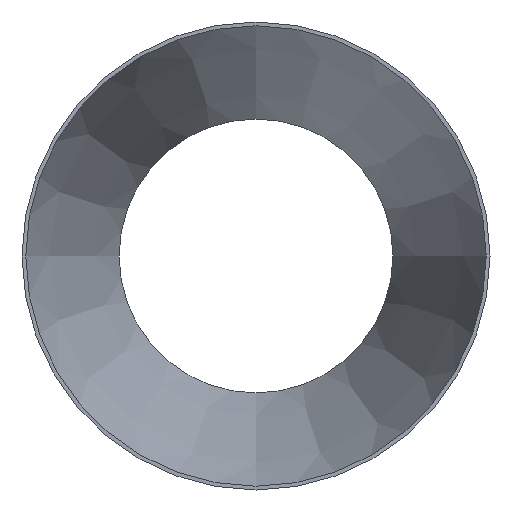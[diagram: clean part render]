
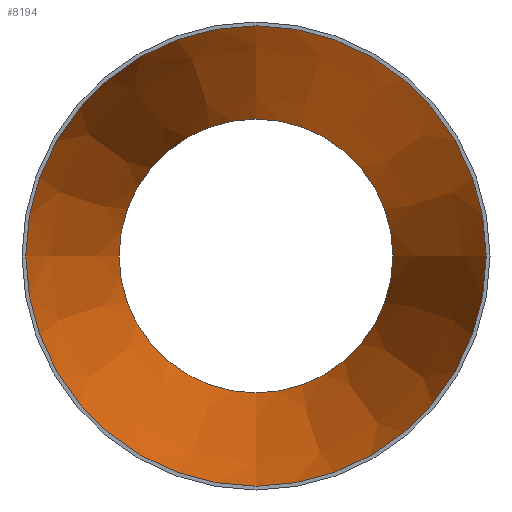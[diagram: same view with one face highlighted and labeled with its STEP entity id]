
A CAD part, front view. The second image highlights one B-rep face of the part: STEP entity #8194.
In plain terms, the highlighted conical face has half-angle 15.988 degrees and reference radius 125.919 mm.
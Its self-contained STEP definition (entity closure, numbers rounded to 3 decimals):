
#426 = AXIS2_PLACEMENT_3D ( 'NONE', #25849, #20475, #8031 ) ;
#604 = FACE_OUTER_BOUND ( 'NONE', #5859, .T. ) ;
#1571 = EDGE_CURVE ( 'NONE', #21885, #21885, #17604, .T. ) ;
#3096 = ORIENTED_EDGE ( 'NONE', *, *, #9970, .F. ) ;
#3735 = CARTESIAN_POINT ( 'NONE',  ( 0., 178., -74.92 ) ) ;
#5859 = EDGE_LOOP ( 'NONE', ( #26615 ) ) ;
#8031 = DIRECTION ( 'NONE',  ( 0., 0., -1. ) ) ;
#8194 = ADVANCED_FACE ( 'NONE', ( #8677, #604 ), #21818, .F. ) ;
#8677 = FACE_BOUND ( 'NONE', #9137, .T. ) ;
#8889 = AXIS2_PLACEMENT_3D ( 'NONE', #23954, #18587, #28822 ) ;
#9137 = EDGE_LOOP ( 'NONE', ( #3096 ) ) ;
#9970 = EDGE_CURVE ( 'NONE', #29596, #29596, #19088, .T. ) ;
#10887 = DIRECTION ( 'NONE',  ( 0., -1., 0. ) ) ;
#14872 = AXIS2_PLACEMENT_3D ( 'NONE', #21768, #10887, #19247 ) ;
#17604 = CIRCLE ( 'NONE', #426, 125.92 ) ;
#18587 = DIRECTION ( 'NONE',  ( 0., -1., 0. ) ) ;
#19088 = CIRCLE ( 'NONE', #8889, 74.92 ) ;
#19247 = DIRECTION ( 'NONE',  ( 0., 0., -1. ) ) ;
#19365 = CARTESIAN_POINT ( 'NONE',  ( 0., 0., -125.92 ) ) ;
#20475 = DIRECTION ( 'NONE',  ( 0., -1., 0. ) ) ;
#21768 = CARTESIAN_POINT ( 'NONE',  ( 0., 0., 0. ) ) ;
#21818 = CONICAL_SURFACE ( 'NONE', #14872, 125.92, 0.279 ) ;
#21885 = VERTEX_POINT ( 'NONE', #19365 ) ;
#23954 = CARTESIAN_POINT ( 'NONE',  ( 0., 178., 0. ) ) ;
#25849 = CARTESIAN_POINT ( 'NONE',  ( 0., 0., 0. ) ) ;
#26615 = ORIENTED_EDGE ( 'NONE', *, *, #1571, .T. ) ;
#28822 = DIRECTION ( 'NONE',  ( 0., 0., -1. ) ) ;
#29596 = VERTEX_POINT ( 'NONE', #3735 ) ;
